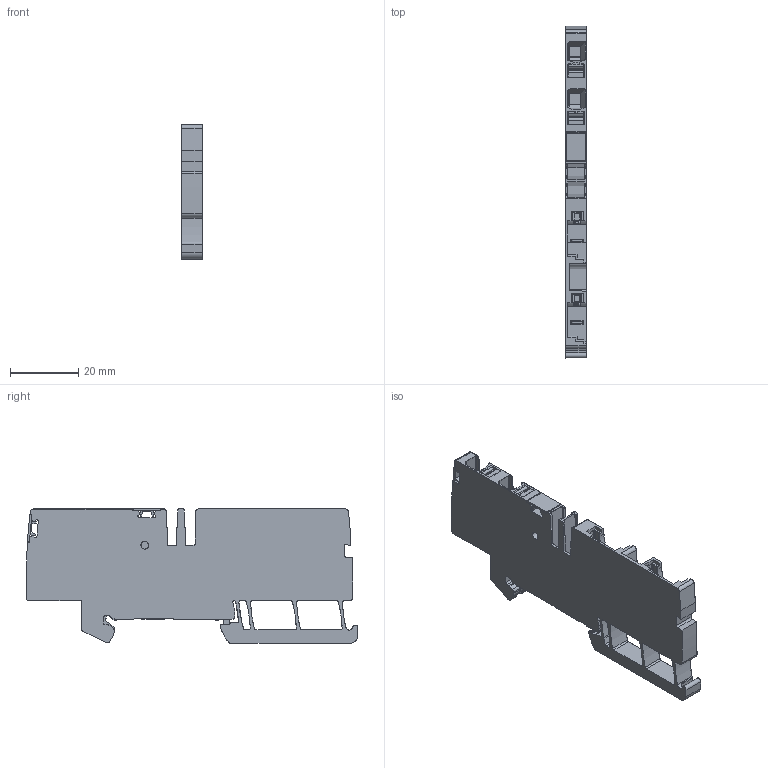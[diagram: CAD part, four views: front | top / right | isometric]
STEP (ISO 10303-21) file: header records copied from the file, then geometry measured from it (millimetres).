
FILE_DESCRIPTION(('CATIA V5R22 STEP214','CAx-IF Rec.Pracs.--- Model Styling and Organization---1.4--- 2014-01-23'),'2;1');
FILE_NAME ('1135701-2_1', '2019-07-10T05:23:26+00:00', ('Weidmueller Interface'), ('Weidmueller'), 'CATIA Version 5-6 Release 2016 SP3 HF44', 'CATIA V5 STEP AP214', 'none');
FILE_SCHEMA(('AUTOMOTIVE_DESIGN { 1 0 10303 214 1 1 1 1 }'));
Length unit declared in the file: millimetre
Products named in the file (1): 2676040000_APGTB_4_2T_4C-2_DL
Bounding box: 6.1 x 97.38 x 39.45 mm (x, y, z)
Volume: 14354.1 mm3; surface area: 17022.1 mm2
Topology: 9 solids, 9 shells, 1233 faces, 3638 edges, 2412 vertices
Faces by surface type: plane 632, cylinder 561, torus 16, cone 13, bspline 11
Entity records: 43250 total; most frequent: CARTESIAN_POINT 12397, ORIENTED_EDGE 7254, DIRECTION 4915, EDGE_CURVE 3627, VERTEX_POINT 2412, VECTOR 2392, LINE 2392, AXIS2_PLACEMENT_3D 1733
